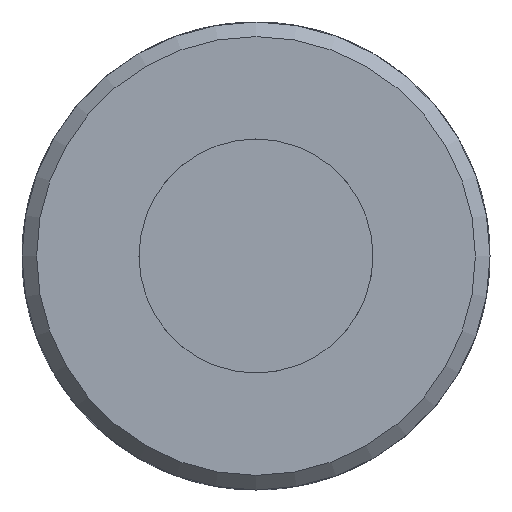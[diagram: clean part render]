
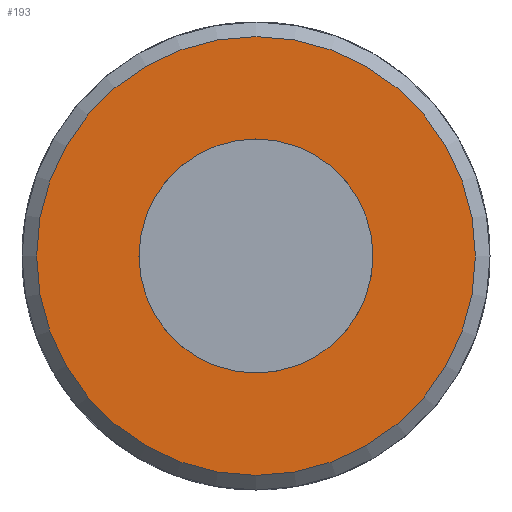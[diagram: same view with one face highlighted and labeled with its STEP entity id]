
A CAD part, left-side view. The second image highlights one B-rep face of the part: STEP entity #193.
In plain terms, the highlighted planar face has unit normal (-1, 0, 0).
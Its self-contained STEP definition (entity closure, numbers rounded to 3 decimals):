
#193 = ADVANCED_FACE( '', ( #413, #414 ), #415, .T. );
#413 = FACE_BOUND( '', #697, .T. );
#414 = FACE_OUTER_BOUND( '', #698, .T. );
#415 = PLANE( '', #699 );
#697 = EDGE_LOOP( '', ( #1041 ) );
#698 = EDGE_LOOP( '', ( #1042 ) );
#699 = AXIS2_PLACEMENT_3D( '', #1043, #1044, #1045 );
#1041 = ORIENTED_EDGE( '', *, *, #1561, .T. );
#1042 = ORIENTED_EDGE( '', *, *, #1562, .F. );
#1043 = CARTESIAN_POINT( '', ( 0., 15., 0. ) );
#1044 = DIRECTION( '', ( -1., 0., 0. ) );
#1045 = DIRECTION( '', ( 0., 0., 1. ) );
#1561 = EDGE_CURVE( '', #1829, #1829, #1830, .T. );
#1562 = EDGE_CURVE( '', #1831, #1831, #1832, .T. );
#1829 = VERTEX_POINT( '', #2659 );
#1830 = CIRCLE( '', #2660, 8. );
#1831 = VERTEX_POINT( '', #2661 );
#1832 = CIRCLE( '', #2662, 15. );
#2659 = CARTESIAN_POINT( '', ( 0., 0., -8. ) );
#2660 = AXIS2_PLACEMENT_3D( '', #3324, #3325, #3326 );
#2661 = CARTESIAN_POINT( '', ( 0., 0., -15. ) );
#2662 = AXIS2_PLACEMENT_3D( '', #3327, #3328, #3329 );
#3324 = CARTESIAN_POINT( '', ( 0., 0., 0. ) );
#3325 = DIRECTION( '', ( 1., 0., 0. ) );
#3326 = DIRECTION( '', ( 0., 0., -1. ) );
#3327 = CARTESIAN_POINT( '', ( 0., 0., 0. ) );
#3328 = DIRECTION( '', ( 1., 0., 0. ) );
#3329 = DIRECTION( '', ( 0., 0., -1. ) );
